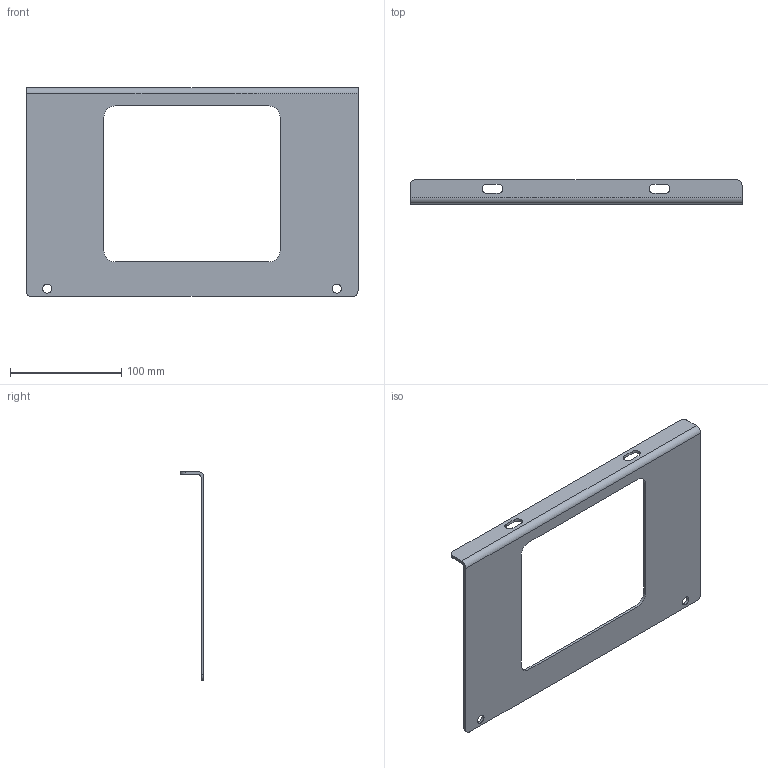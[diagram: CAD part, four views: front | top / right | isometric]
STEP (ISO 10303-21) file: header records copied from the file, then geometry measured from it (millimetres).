
FILE_DESCRIPTION (( 'STEP AP203' ), '1' );
FILE_NAME ('MS001-B.03.012JS.1.1 机械臂控制箱固定钣金.step', '2021-08-27T10:51:19', ( 'Windows User' ), ( 'P R C' ), 'SwSTEP 2.0', 'SolidWorks 2016', '' );
FILE_SCHEMA (( 'CONFIG_CONTROL_DESIGN' ));
Length unit declared in the file: millimetre
Products named in the file (1): MS001-B.03.012JS.1.1 机械臂控制箱固定钣金
Bounding box: 298 x 21.5 x 187.5 mm (x, y, z)
Volume: 96384.4 mm3; surface area: 81405.7 mm2
Topology: 1 solids, 1 shells, 36 faces, 102 edges, 68 vertices
Faces by surface type: cylinder 20, plane 16
Entity records: 1283 total; most frequent: DIRECTION 216, CARTESIAN_POINT 207, ORIENTED_EDGE 204, EDGE_CURVE 102, AXIS2_PLACEMENT_3D 77, VERTEX_POINT 68, LINE 62, VECTOR 62
